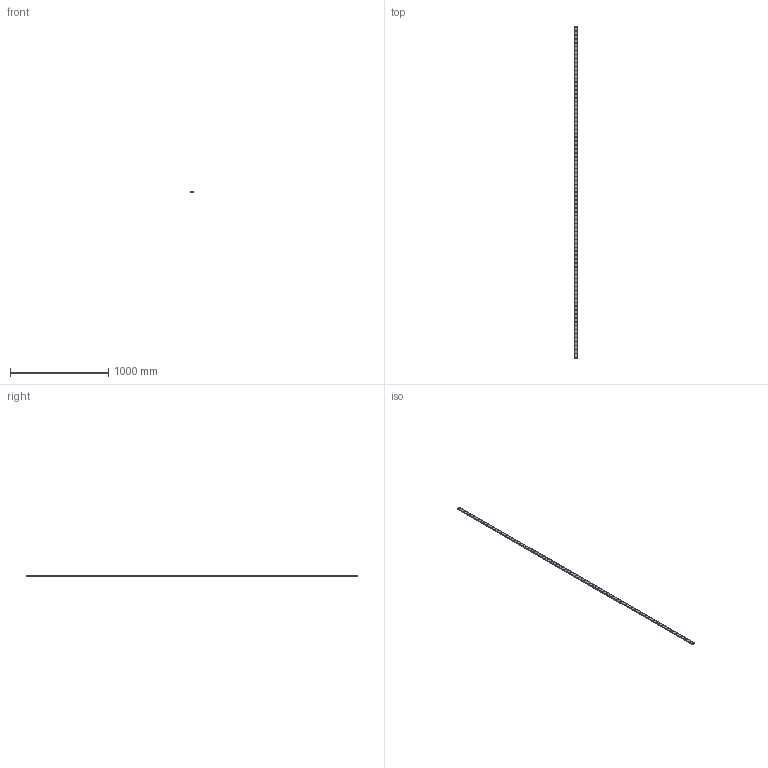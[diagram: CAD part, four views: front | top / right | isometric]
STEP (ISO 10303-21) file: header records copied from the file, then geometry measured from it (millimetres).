
FILE_DESCRIPTION(('STEP AP214'),'1');
FILE_NAME('cctmp_29404224-B5F8-49FD-AB71-ED08487C7F99_2021_03_02_11_32_43_0227..stp','2021-03-02T10:32:43',('HIWIN GmbH'),('CADClick - www.CADClick.com'),'Spatial InterOp 3D',' ','unknown authorization');
FILE_SCHEMA(('AUTOMOTIVE_DESIGN'));
Length unit declared in the file: millimetre
Products named in the file (1): WER17R3380H_FILE
Bounding box: 33 x 3380 x 9.3 mm (x, y, z)
Volume: 933323.6 mm3; surface area: 330529.3 mm2
Topology: 1 solids, 1 shells, 1633 faces, 3351 edges, 2234 vertices
Faces by surface type: cylinder 1038, plane 595
Entity records: 57189 total; most frequent: DIRECTION 8695, CARTESIAN_POINT 7219, ORIENTED_EDGE 6702, AXIS2_PLACEMENT_3D 3710, EDGE_CURVE 3351, VERTEX_POINT 2234, EDGE_LOOP 2147, CIRCLE 2076
